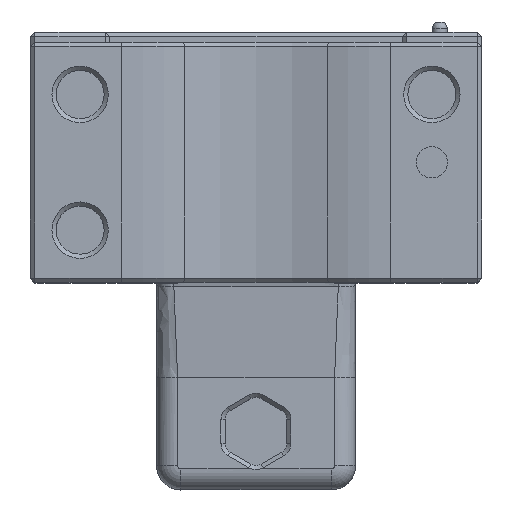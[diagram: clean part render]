
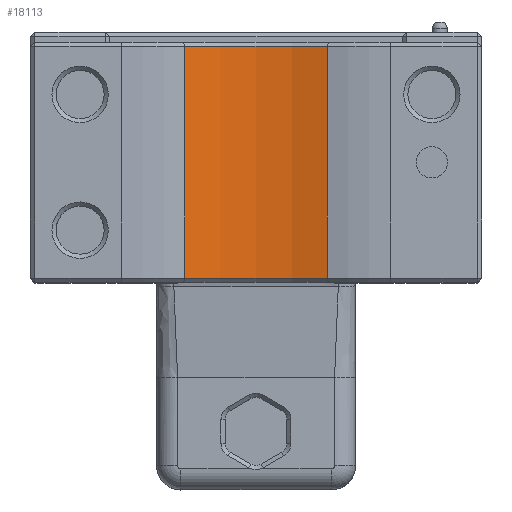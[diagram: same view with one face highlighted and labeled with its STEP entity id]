
A CAD part, top view. The second image highlights one B-rep face of the part: STEP entity #18113.
In plain terms, the highlighted cylindrical face has radius 22.5 mm (diameter 45 mm), a partial arc.
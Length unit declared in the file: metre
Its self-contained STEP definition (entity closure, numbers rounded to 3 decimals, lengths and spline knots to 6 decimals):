
#1148=CIRCLE('',#19354,0.0225);
#1153=CIRCLE('',#19365,0.0225);
#1390=CYLINDRICAL_SURFACE('',#19382,0.0225);
#2413=LINE('',#32258,#4275);
#2416=LINE('',#32267,#4278);
#4275=VECTOR('',#22485,1.);
#4278=VECTOR('',#22496,1.);
#8241=ORIENTED_EDGE('',*,*,#12147,.F.);
#8242=ORIENTED_EDGE('',*,*,#12184,.F.);
#8243=ORIENTED_EDGE('',*,*,#12163,.F.);
#8244=ORIENTED_EDGE('',*,*,#12179,.F.);
#12147=EDGE_CURVE('',#14291,#14290,#1148,.T.);
#12163=EDGE_CURVE('',#14302,#14300,#1153,.T.);
#12179=EDGE_CURVE('',#14290,#14302,#2413,.T.);
#12184=EDGE_CURVE('',#14300,#14291,#2416,.T.);
#14290=VERTEX_POINT('',#32189);
#14291=VERTEX_POINT('',#32193);
#14300=VERTEX_POINT('',#32219);
#14302=VERTEX_POINT('',#32226);
#15895=EDGE_LOOP('',(#8241,#8242,#8243,#8244));
#16999=FACE_BOUND('',#15895,.T.);
#18113=ADVANCED_FACE('',(#16999),#1390,.F.);
#19354=AXIS2_PLACEMENT_3D('',#32194,#22419,#22420);
#19365=AXIS2_PLACEMENT_3D('',#32227,#22452,#22453);
#19382=AXIS2_PLACEMENT_3D('',#32276,#22505,#22506);
#22419=DIRECTION('',(0.,1.,0.));
#22420=DIRECTION('',(1.,0.,0.));
#22452=DIRECTION('',(0.,-1.,0.));
#22453=DIRECTION('',(1.,0.,0.));
#22485=DIRECTION('',(0.,1.,0.));
#22496=DIRECTION('',(0.,-1.,0.));
#22505=DIRECTION('',(0.,-1.,0.));
#22506=DIRECTION('',(1.,0.,0.));
#32189=CARTESIAN_POINT('',(-0.006817,0.01455,0.071906));
#32193=CARTESIAN_POINT('',(0.006825,0.01455,0.071906));
#32194=CARTESIAN_POINT('',(0.000004,0.01455,0.093347));
#32219=CARTESIAN_POINT('',(0.006825,0.03675,0.071906));
#32226=CARTESIAN_POINT('',(-0.006817,0.03675,0.071906));
#32227=CARTESIAN_POINT('',(0.000004,0.03675,0.093347));
#32258=CARTESIAN_POINT('',(-0.006817,0.03715,0.071906));
#32267=CARTESIAN_POINT('',(0.006825,0.03715,0.071906));
#32276=CARTESIAN_POINT('',(0.000004,0.03715,0.093347));
